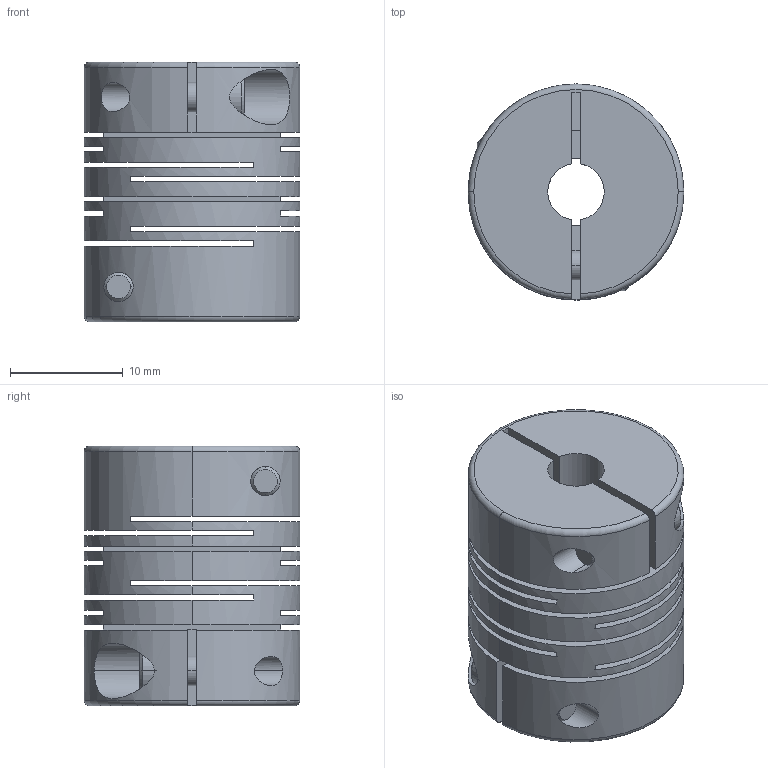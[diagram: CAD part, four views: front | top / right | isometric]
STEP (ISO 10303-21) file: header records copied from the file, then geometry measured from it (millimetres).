
FILE_DESCRIPTION (( 'STEP AP203' ), '1' );
FILE_NAME ('SRB-19C-5-6.step', '2021-04-15T12:52:39', ( '' ), ( '' ), 'SwSTEP 2.0', 'SolidWorks 2021', '' );
FILE_SCHEMA (( 'CONFIG_CONTROL_DESIGN' ));
Length unit declared in the file: millimetre
Products named in the file (1): SRB-19C-5-6
Bounding box: 19.1 x 19.1 x 23 mm (x, y, z)
Volume: 4929.5 mm3; surface area: 6023.7 mm2
Topology: 1 solids, 1 shells, 114 faces, 300 edges, 196 vertices
Faces by surface type: plane 60, cylinder 42, cone 8, torus 4
Entity records: 4357 total; most frequent: CARTESIAN_POINT 1329, DIRECTION 640, ORIENTED_EDGE 600, EDGE_CURVE 300, AXIS2_PLACEMENT_3D 237, VERTEX_POINT 196, VECTOR 166, LINE 166
